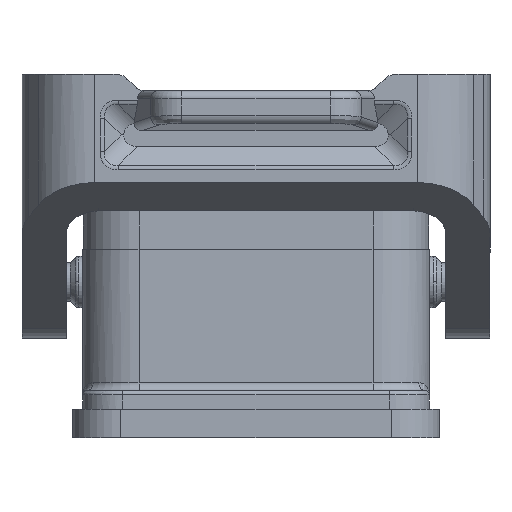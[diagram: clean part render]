
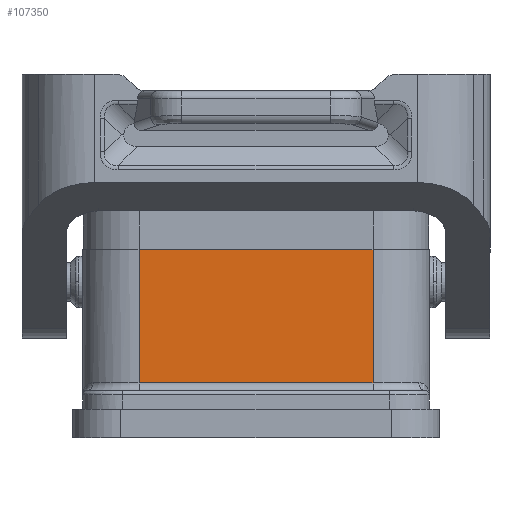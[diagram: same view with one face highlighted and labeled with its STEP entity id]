
A CAD part, left-side view. The second image highlights one B-rep face of the part: STEP entity #107350.
In plain terms, the highlighted face is planar.
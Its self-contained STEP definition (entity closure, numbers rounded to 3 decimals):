
#42620=CARTESIAN_POINT('',(30.447,129.856,21.5));
#42630=VERTEX_POINT('',#42620);
#42660=CARTESIAN_POINT('',(0.,129.856,21.5));
#42670=DIRECTION('',(-1.,0.,0.));
#42680=VECTOR('',#42670,1.);
#42690=LINE('',#42660,#42680);
#42700=CARTESIAN_POINT('',(59.447,129.856,21.5));
#42710=VERTEX_POINT('',#42700);
#42720=EDGE_CURVE('',#42710,#42630,#42690,.T.);
#107050=CARTESIAN_POINT('',(0.,129.856,21.5));
#107060=DIRECTION('',(0.,-1.,0.));
#107070=DIRECTION('',(-1.,0.,0.));
#107080=AXIS2_PLACEMENT_3D('',#107050,#107060,#107070);
#107090=PLANE('',#107080);
#107100=CARTESIAN_POINT('',(0.,129.856,5.));
#107110=DIRECTION('',(1.,0.,0.));
#107120=VECTOR('',#107110,1.);
#107130=LINE('',#107100,#107120);
#107140=CARTESIAN_POINT('',(30.447,129.856,5.));
#107150=VERTEX_POINT('',#107140);
#107160=CARTESIAN_POINT('',(59.447,129.856,5.));
#107170=VERTEX_POINT('',#107160);
#107180=EDGE_CURVE('',#107150,#107170,#107130,.T.);
#107190=ORIENTED_EDGE('',*,*,#107180,.F.);
#107200=CARTESIAN_POINT('',(59.447,129.856,0.));
#107210=DIRECTION('',(0.,0.,-1.));
#107220=VECTOR('',#107210,1.);
#107230=LINE('',#107200,#107220);
#107240=EDGE_CURVE('',#42710,#107170,#107230,.T.);
#107250=ORIENTED_EDGE('',*,*,#107240,.T.);
#107260=ORIENTED_EDGE('',*,*,#42720,.F.);
#107270=CARTESIAN_POINT('',(30.447,129.856,0.));
#107280=DIRECTION('',(0.,0.,1.));
#107290=VECTOR('',#107280,1.);
#107300=LINE('',#107270,#107290);
#107310=EDGE_CURVE('',#107150,#42630,#107300,.T.);
#107320=ORIENTED_EDGE('',*,*,#107310,.T.);
#107330=EDGE_LOOP('',(#107320,#107260,#107250,#107190));
#107340=FACE_OUTER_BOUND('',#107330,.T.);
#107350=ADVANCED_FACE('',(#107340),#107090,.F.);
